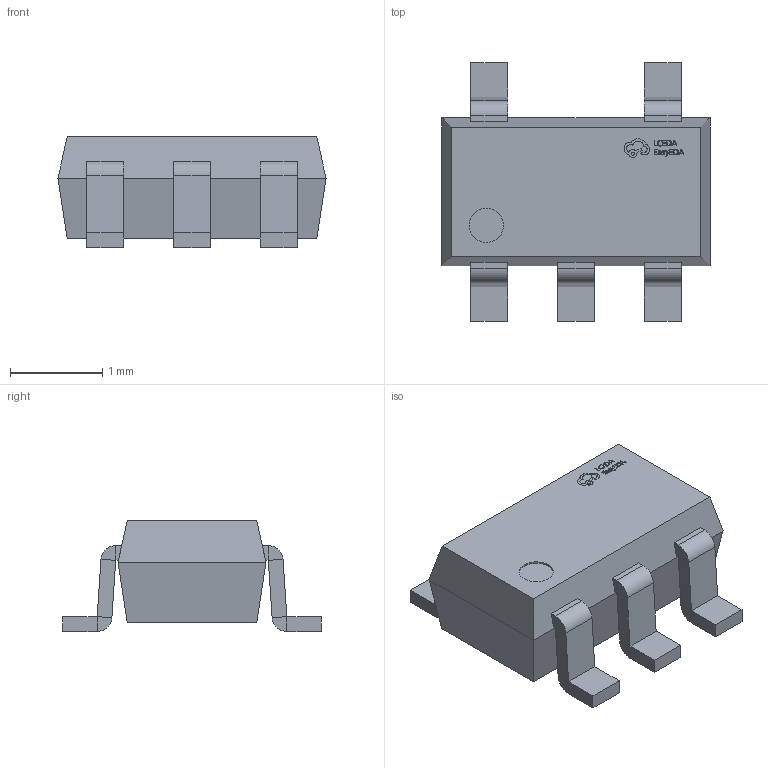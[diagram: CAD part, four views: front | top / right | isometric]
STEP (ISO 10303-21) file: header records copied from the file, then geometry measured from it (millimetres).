
FILE_DESCRIPTION(/* description */ ('Designed by EasyEDA Pro'),/* implementation_level */ '2;1');
FILE_NAME(/* name */ 'SOT-23-5.step',/* time_stamp */ '2025-04-02T17:43:12+08:00',/* author */ (''),/* organization */ (''),/* preprocessor_version */ 'ST-DEVELOPER v20.1',/* originating_system */ 'Autodesk Translation Framework v14.4.0.0',/* authorisation */ '');
FILE_SCHEMA (('AUTOMOTIVE_DESIGN { 1 0 10303 214 3 1 1 }'));
Length unit declared in the file: millimetre
Products named in the file (4): MTXS-PCBModel; MTXS-Board; MTXS-U1-SOT-23-5_L2.9-W1.6-P0.94-LS2.8-BL; COMPOUND
Assembly tree (3 placements, depth 3):
  MTXS-PCBModel
    MTXS-Board
    MTXS-U1-SOT-23-5_L2.9-W1.6-P0.94-LS2.8-BL
      COMPOUND
Bounding box: 2.9 x 2.8 x 1.2 mm (x, y, z)
Volume: 5 mm3; surface area: 24.6 mm2
Topology: 14 solids, 14 shells, 392 faces, 969 edges, 618 vertices
Faces by surface type: plane 269, bspline 112, cylinder 11
Full cylindrical faces by diameter (mm): 0.373 x1
Entity records: 13014 total; most frequent: CARTESIAN_POINT 3899, ORIENTED_EDGE 1938, DIRECTION 1505, EDGE_CURVE 969, LINE 723, VECTOR 723, VERTEX_POINT 618, EDGE_LOOP 417
